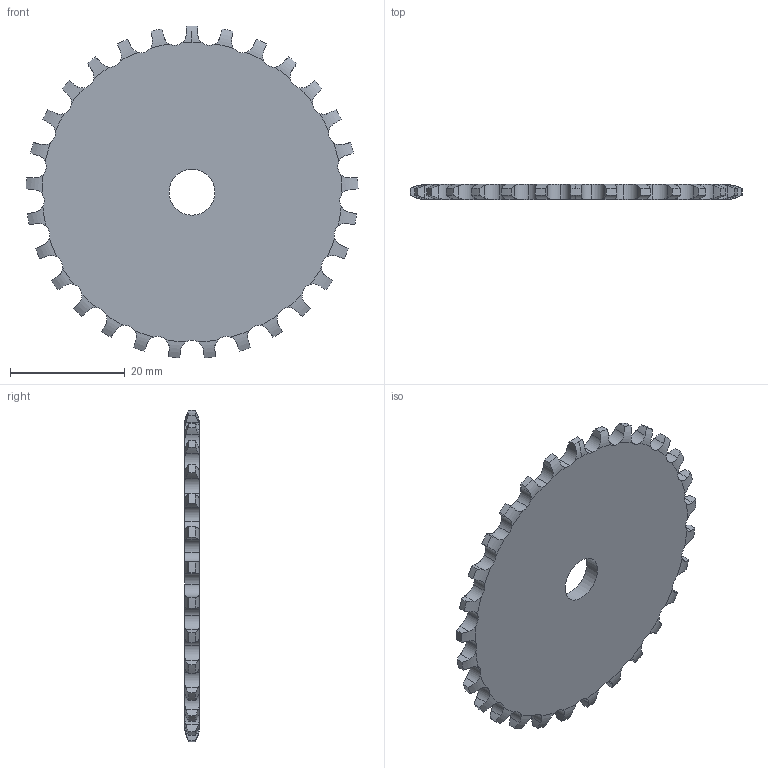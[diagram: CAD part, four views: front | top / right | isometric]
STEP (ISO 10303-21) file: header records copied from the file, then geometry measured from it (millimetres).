
FILE_DESCRIPTION(('FreeCAD Model'),'2;1');
FILE_NAME('Open CASCADE Shape Model','2022-01-09T08:29:15',('FreeCAD'),( 'FreeCAD'),'Open CASCADE STEP processor 7.4','FreeCAD','Unknown');
FILE_SCHEMA(('AUTOMOTIVE_DESIGN { 1 0 10303 214 1 1 1 1 }'));
Length unit declared in the file: millimetre
Products named in the file (1): Open CASCADE STEP translator 7.4 22
Bounding box: 57.79 x 2.6 x 57.72 mm (x, y, z)
Volume: 5789 mm3; surface area: 5216.1 mm2
Topology: 1 solids, 1 shells, 266 faces, 792 edges, 528 vertices
Faces by surface type: cylinder 146, plane 60, revolution 60
Full cylindrical faces by diameter (mm): 8 x1
Entity records: 27452 total; most frequent: CARTESIAN_POINT 12819, DIRECTION 2424, ORIENTED_EDGE 1584, PCURVE 1584, DEFINITIONAL_REPRESENTATION 1584, LINE 1262, VECTOR 1262, EDGE_CURVE 792
